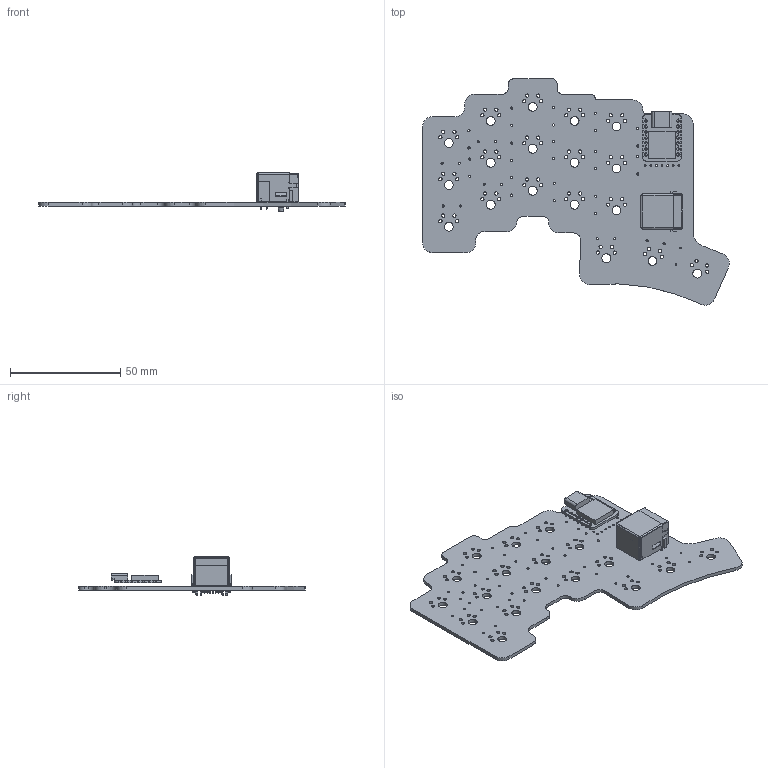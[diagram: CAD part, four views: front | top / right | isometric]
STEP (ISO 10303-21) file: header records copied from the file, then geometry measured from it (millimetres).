
FILE_DESCRIPTION(('KiCad electronic assembly'),'2;1');
FILE_NAME('cheapino-left.step','2023-01-30T21:22:55',('Pcbnew'),('Kicad' ),'Open CASCADE STEP processor 7.6','KiCad to STEP converter', 'Unknown');
FILE_SCHEMA(('AUTOMOTIVE_DESIGN { 1 0 10303 214 1 1 1 1 }'));
Length unit declared in the file: millimetre
Products named in the file (6): cheapino-left 1; RJ45-8Z4; COMPOUND; seeduino; SOLID; _autosave-cheapino PCB
Assembly tree (5 placements, depth 3):
  cheapino-left 1
    RJ45-8Z4
      COMPOUND
    seeduino
      SOLID
    _autosave-cheapino PCB
Bounding box: 138.96 x 102.56 x 17.27 mm (x, y, z)
Volume: 17383.7 mm3; surface area: 25014.6 mm2
Topology: 21 solids, 21 shells, 795 faces, 2120 edges, 1370 vertices
Faces by surface type: bspline 584, cylinder 190, plane 21
Full cylindrical faces by diameter (mm): 0.7 x2, 0.762 x23, 0.9 x8, 1 x38, 1.499 x72, 1.6 x2, 3.25 x2, 3.988 x18
Entity records: 52954 total; most frequent: CARTESIAN_POINT 20740, ORIENTED_EDGE 4236, PCURVE 4236, DEFINITIONAL_REPRESENTATION 4236, B_SPLINE_CURVE_WITH_KNOTS 3865, DIRECTION 2315, EDGE_CURVE 2118, SURFACE_CURVE 1939
